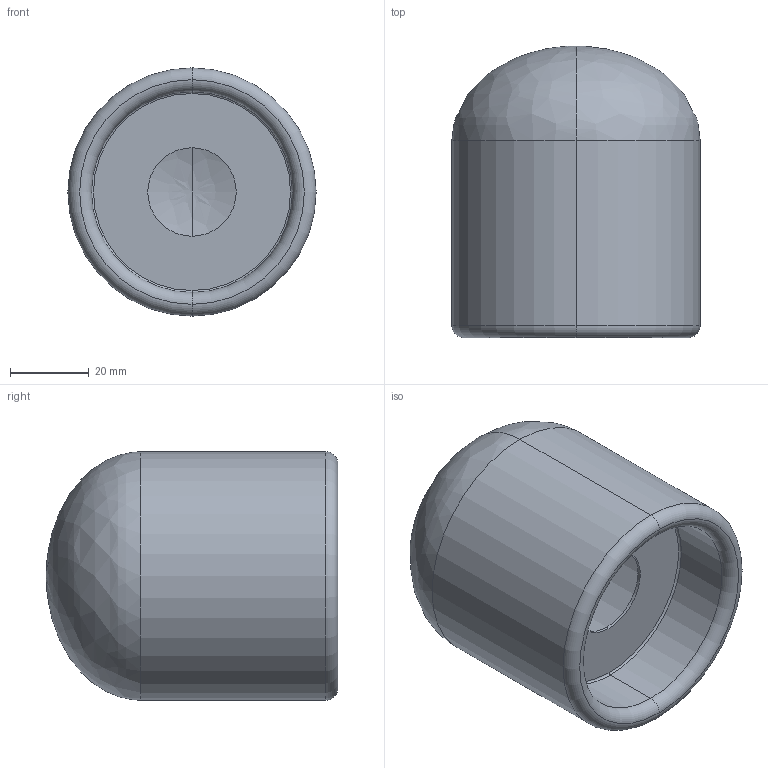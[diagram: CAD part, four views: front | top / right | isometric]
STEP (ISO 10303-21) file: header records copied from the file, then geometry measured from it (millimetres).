
FILE_DESCRIPTION (( 'STEP AP214' ), '1' );
FILE_NAME ('àðò. KRT101.STEP', '2014-05-26T10:13:59', ( '' ), ( '' ), 'SwSTEP 2.0', 'SolidWorks 2014', '' );
FILE_SCHEMA (( 'AUTOMOTIVE_DESIGN' ));
Length unit declared in the file: millimetre
Products named in the file (1): àðò. KRT101
Bounding box: 63 x 74 x 63 mm (x, y, z)
Volume: 16002.5 mm3; surface area: 40009.4 mm2
Topology: 1 solids, 1 shells, 26 faces, 54 edges, 28 vertices
Faces by surface type: torus 10, cylinder 10, bspline 4, plane 2
Entity records: 882 total; most frequent: CARTESIAN_POINT 317, DIRECTION 128, ORIENTED_EDGE 100, AXIS2_PLACEMENT_3D 59, EDGE_CURVE 50, CIRCLE 36, VERTEX_POINT 28, EDGE_LOOP 28
